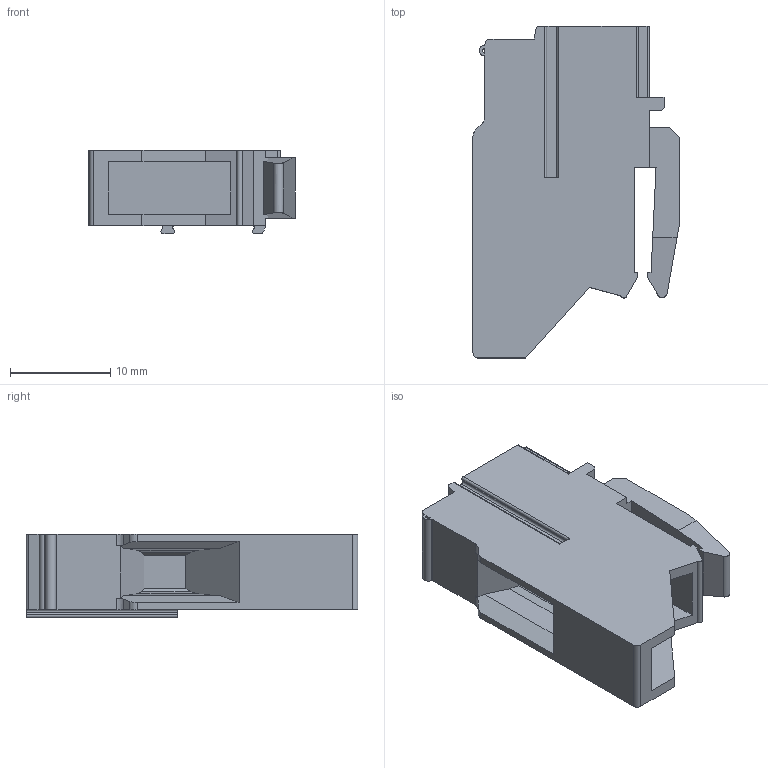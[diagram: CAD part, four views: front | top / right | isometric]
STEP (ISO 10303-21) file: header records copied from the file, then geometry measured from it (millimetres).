
FILE_DESCRIPTION((''),'2;1');
FILE_NAME('TK40_STEP','2013-11-14T',('Christoph Neumann'),(''),'PRO/ENGINEER BY PARAMETRIC TECHNOLOGY CORPORATION, 2013130','PRO/ENGINEER BY PARAMETRIC TECHNOLOGY CORPORATION, 2013130','');
FILE_SCHEMA(('CONFIG_CONTROL_DESIGN'));
Length unit declared in the file: millimetre
Products named in the file (1): TK40_STEP
Bounding box: 20.6 x 33.18 x 8.3 mm (x, y, z)
Volume: 3146.5 mm3; surface area: 2443.6 mm2
Topology: 1 solids, 1 shells, 115 faces, 327 edges, 218 vertices
Faces by surface type: plane 83, cylinder 32
Entity records: 3789 total; most frequent: CARTESIAN_POINT 712, ORIENTED_EDGE 654, DIRECTION 601, EDGE_CURVE 327, VECTOR 263, LINE 263, VERTEX_POINT 218, AXIS2_PLACEMENT_3D 169
